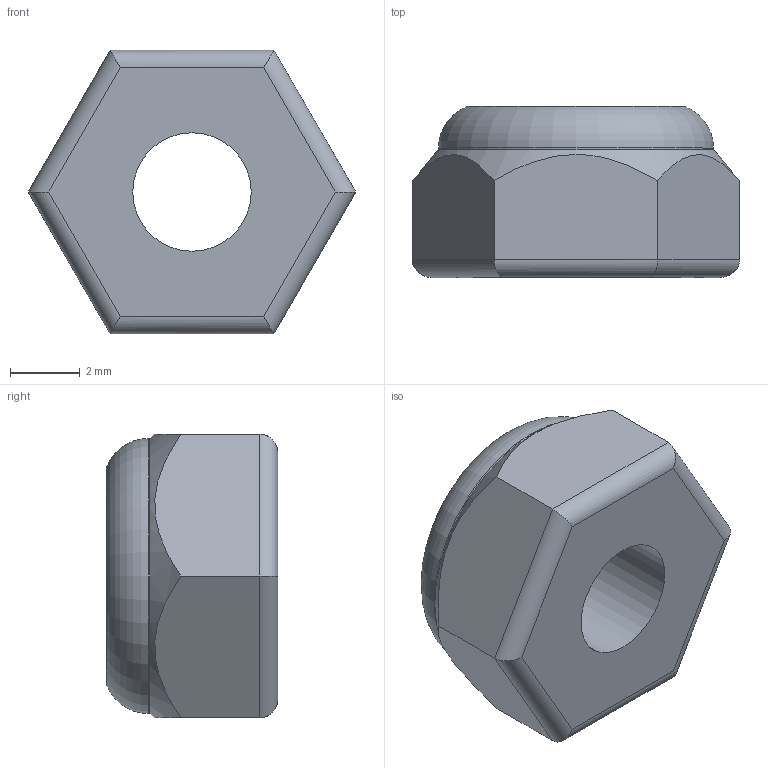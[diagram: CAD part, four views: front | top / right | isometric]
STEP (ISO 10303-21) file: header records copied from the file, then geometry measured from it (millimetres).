
FILE_DESCRIPTION(/* description */ (''),/* implementation_level */ '2;1');
FILE_NAME(/* name */ '4.25'''' diameter Turntable Bearing-Parts\Nut 8-32 Nylock.ipt.step',/* time_stamp */ '2020-04-16T22:55:10-04:00',/* author */ ('Jordan'),/* organization */ (''),/* preprocessor_version */ 'ST-DEVELOPER v17',/* originating_system */ 'Autodesk Inventor 2019',/* authorisation */ '');
FILE_SCHEMA (('AUTOMOTIVE_DESIGN { 1 0 10303 214 3 1 1 }'));
Length unit declared in the file: inch
Products named in the file (1): Nut 8-32 Nylock
Bounding box: 9.37 x 4.9 x 8.12 mm (x, y, z)
Volume: 208.1 mm3; surface area: 257.8 mm2
Topology: 1 solids, 1 shells, 21 faces, 54 edges, 36 vertices
Faces by surface type: cylinder 9, plane 9, torus 2, cone 1
Full cylindrical faces by diameter (mm): 3.391 x1, 5.588 x1, 7.874 x1
Entity records: 697 total; most frequent: CARTESIAN_POINT 128, DIRECTION 114, ORIENTED_EDGE 108, EDGE_CURVE 54, AXIS2_PLACEMENT_3D 46, VERTEX_POINT 36, EDGE_LOOP 24, LINE 22
